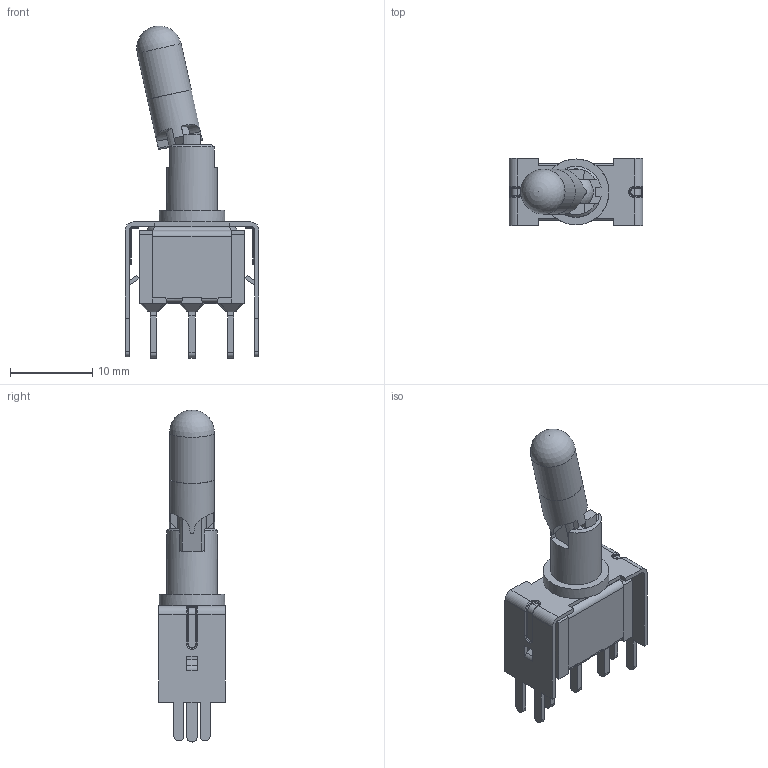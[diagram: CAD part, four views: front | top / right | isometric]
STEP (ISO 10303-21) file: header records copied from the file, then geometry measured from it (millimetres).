
FILE_DESCRIPTION(/* description */ (''),/* implementation_level */ '2;1');
FILE_NAME(/* name */ '100SPxK1B26VS2xE.stp',/* time_stamp */ '2026-01-17T17:54:33-06:00',/* author */ ('jmeyers'),/* organization */ (''),/* preprocessor_version */ 'ST-DEVELOPER v18.1',/* originating_system */ 'Autodesk Inventor 2022',/* authorisation */ '');
FILE_SCHEMA (('AUTOMOTIVE_DESIGN { 1 0 10303 214 3 1 1 }'));
Length unit declared in the file: inch
Products named in the file (1): Part37
Bounding box: 16.26 x 8.13 x 40.29 mm (x, y, z)
Volume: 1521.1 mm3; surface area: 1953.3 mm2
Topology: 2 solids, 2 shells, 419 faces, 1092 edges, 667 vertices
Faces by surface type: plane 246, cylinder 123, torus 34, sphere 14, cone 2
Full cylindrical faces by diameter (mm): 1.5 x1, 4.2 x1, 5.44 x2, 8 x1
Entity records: 12882 total; most frequent: CARTESIAN_POINT 2493, DIRECTION 2198, ORIENTED_EDGE 2156, EDGE_CURVE 1078, AXIS2_PLACEMENT_3D 734, LINE 730, VECTOR 730, VERTEX_POINT 667
